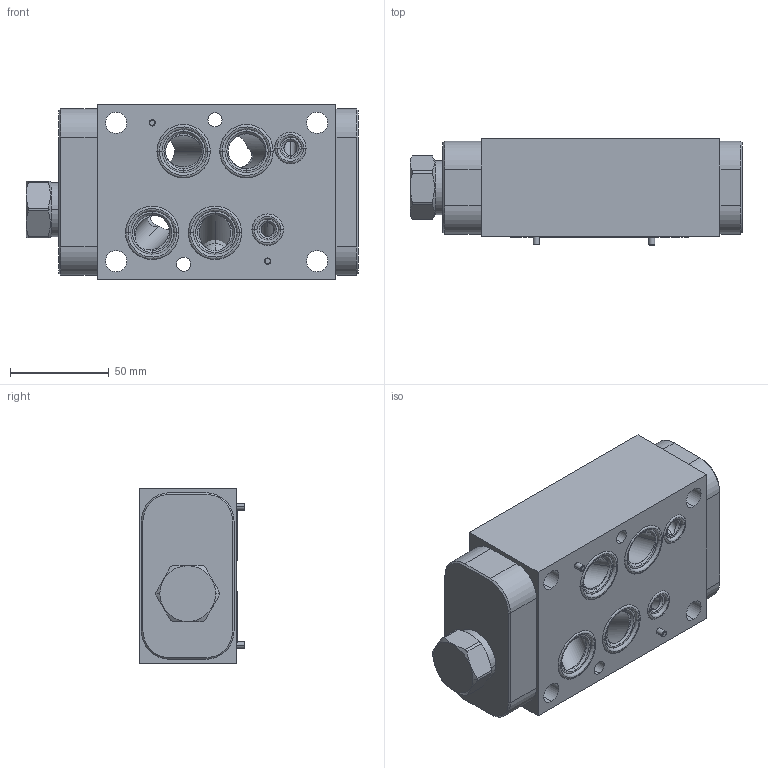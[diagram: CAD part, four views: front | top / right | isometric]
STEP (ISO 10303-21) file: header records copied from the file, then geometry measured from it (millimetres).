
FILE_DESCRIPTION((''),'2;1');
FILE_NAME('CK3_ASM','2019-12-02T',('ProEService'),(''),'PRO/ENGINEER BY PARAMETRIC TECHNOLOGY CORPORATION, 2014200','PRO/ENGINEER BY PARAMETRIC TECHNOLOGY CORPORATION, 2014200','');
FILE_SCHEMA(('CONFIG_CONTROL_DESIGN'));
Length unit declared in the file: inch
Products named in the file (6): 157-514; CXFAXAN; 811-001-006; 500-001-118; 500-001-111; CK3_ASM
Assembly tree (10 placements, depth 2):
  CK3_ASM
    157-514
    CXFAXAN
    811-001-006  x2
    500-001-118  x4
    500-001-111  x2
Bounding box: 167.79 x 53.54 x 88.9 mm (x, y, z)
Volume: 531349.5 mm3; surface area: 92186.2 mm2
Topology: 12 solids, 12 shells, 385 faces, 1179 edges, 986 vertices
Faces by surface type: cylinder 126, plane 93, cone 81, torus 36, revolution 32, sphere 17
Entity records: 14902 total; most frequent: CARTESIAN_POINT 5263, DIRECTION 2052, ORIENTED_EDGE 1670, EDGE_CURVE 835, AXIS2_PLACEMENT_3D 751, VECTOR 534, LINE 534, VERTEX_POINT 518
